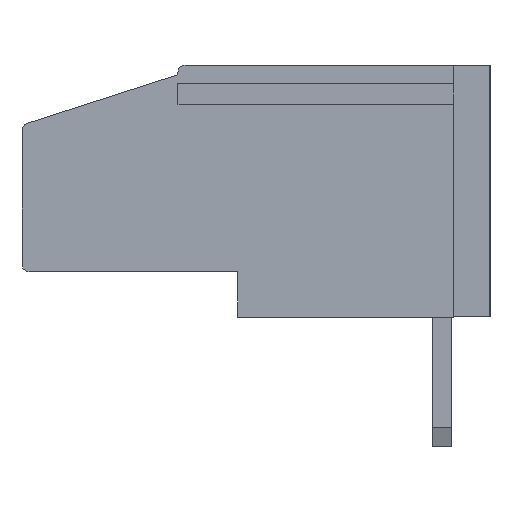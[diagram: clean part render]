
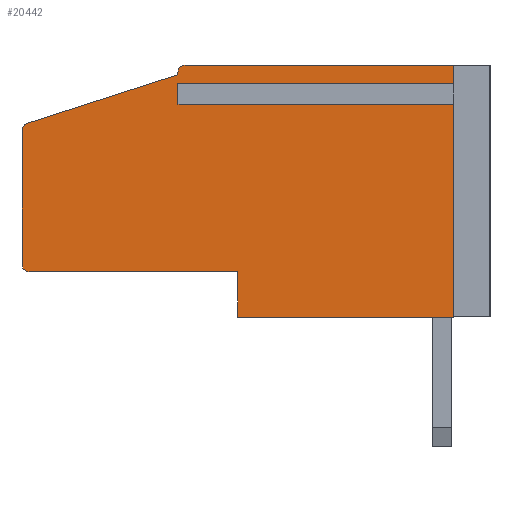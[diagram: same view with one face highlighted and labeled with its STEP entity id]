
A CAD part, left-side view. The second image highlights one B-rep face of the part: STEP entity #20442.
In plain terms, the highlighted planar face has unit normal (-1, 0, 0).
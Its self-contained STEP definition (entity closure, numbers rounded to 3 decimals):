
#18 = CARTESIAN_POINT ( 'NONE',  ( 0., 19.5, 2.2 ) ) ;
#168 = CARTESIAN_POINT ( 'NONE',  ( 0., 10.5, 1.9 ) ) ;
#518 = VERTEX_POINT ( 'NONE', #28131 ) ;
#870 = VERTEX_POINT ( 'NONE', #12951 ) ;
#1125 = ORIENTED_EDGE ( 'NONE', *, *, #2872, .F. ) ;
#1632 = DIRECTION ( 'NONE',  ( 0., 0., -1. ) ) ;
#1770 = LINE ( 'NONE', #36465, #6117 ) ;
#2387 = CARTESIAN_POINT ( 'NONE',  ( 0., 19.5, 7.782 ) ) ;
#2603 = CARTESIAN_POINT ( 'NONE',  ( 0., 1.5, 10.5 ) ) ;
#2872 = EDGE_CURVE ( 'NONE', #34277, #870, #1770, .T. ) ;
#4174 = VERTEX_POINT ( 'NONE', #33828 ) ;
#4235 = VERTEX_POINT ( 'NONE', #40124 ) ;
#4368 = ORIENTED_EDGE ( 'NONE', *, *, #10406, .F. ) ;
#4396 = EDGE_CURVE ( 'NONE', #30093, #4784, #6134, .T. ) ;
#4753 = CARTESIAN_POINT ( 'NONE',  ( 0., 1.5, 10.5 ) ) ;
#4784 = VERTEX_POINT ( 'NONE', #14302 ) ;
#5093 = LINE ( 'NONE', #5915, #37784 ) ;
#5202 = EDGE_CURVE ( 'NONE', #870, #26263, #21103, .T. ) ;
#5225 = AXIS2_PLACEMENT_3D ( 'NONE', #21635, #27954, #1632 ) ;
#5257 = EDGE_CURVE ( 'NONE', #22215, #30093, #5093, .T. ) ;
#5630 = VERTEX_POINT ( 'NONE', #29168 ) ;
#5869 = LINE ( 'NONE', #6693, #37581 ) ;
#5915 = CARTESIAN_POINT ( 'NONE',  ( 0., 10.5, 1.9 ) ) ;
#6117 = VECTOR ( 'NONE', #39626, 1000. ) ;
#6134 = LINE ( 'NONE', #18984, #25067 ) ;
#6339 = ORIENTED_EDGE ( 'NONE', *, *, #18496, .F. ) ;
#6693 = CARTESIAN_POINT ( 'NONE',  ( 0., 13., 10.1 ) ) ;
#7431 = VERTEX_POINT ( 'NONE', #2603 ) ;
#8681 = CARTESIAN_POINT ( 'NONE',  ( 0., 13., 10.1 ) ) ;
#9708 = VECTOR ( 'NONE', #39256, 1000. ) ;
#9848 = ORIENTED_EDGE ( 'NONE', *, *, #23513, .F. ) ;
#9870 = DIRECTION ( 'NONE',  ( 0., 0., 1. ) ) ;
#10027 = DIRECTION ( 'NONE',  ( 0., 0., 1. ) ) ;
#10158 = PLANE ( 'NONE',  #11295 ) ;
#10406 = EDGE_CURVE ( 'NONE', #26263, #24310, #29702, .T. ) ;
#11062 = DIRECTION ( 'NONE',  ( 0., 0., -1. ) ) ;
#11146 = VERTEX_POINT ( 'NONE', #2387 ) ;
#11295 = AXIS2_PLACEMENT_3D ( 'NONE', #31950, #28828, #22976 ) ;
#12951 = CARTESIAN_POINT ( 'NONE',  ( 0., 13., 9.098 ) ) ;
#14302 = CARTESIAN_POINT ( 'NONE',  ( 0., 19.2, 1.9 ) ) ;
#14398 = CARTESIAN_POINT ( 'NONE',  ( 0., 12.7, 10.2 ) ) ;
#14655 = ORIENTED_EDGE ( 'NONE', *, *, #27971, .F. ) ;
#14691 = VECTOR ( 'NONE', #33932, 1000. ) ;
#15189 = EDGE_CURVE ( 'NONE', #518, #4235, #35669, .T. ) ;
#15458 = LINE ( 'NONE', #35124, #25845 ) ;
#15627 = DIRECTION ( 'NONE',  ( 0., -1., 0. ) ) ;
#16348 = LINE ( 'NONE', #26612, #33842 ) ;
#17934 = DIRECTION ( 'NONE',  ( 0., 0., 1. ) ) ;
#18136 = CARTESIAN_POINT ( 'NONE',  ( 0., 1.5, 0. ) ) ;
#18140 = ORIENTED_EDGE ( 'NONE', *, *, #4396, .F. ) ;
#18281 = ORIENTED_EDGE ( 'NONE', *, *, #20860, .T. ) ;
#18496 = EDGE_CURVE ( 'NONE', #25540, #11146, #16348, .T. ) ;
#18579 = EDGE_CURVE ( 'NONE', #5630, #41513, #35702, .T. ) ;
#18984 = CARTESIAN_POINT ( 'NONE',  ( 0., 19.5, 1.9 ) ) ;
#20025 = CIRCLE ( 'NONE', #5225, 0.3 ) ;
#20442 = ADVANCED_FACE ( 'NONE', ( #23411 ), #10158, .F. ) ;
#20860 = EDGE_CURVE ( 'NONE', #25540, #4784, #20025, .T. ) ;
#21103 = LINE ( 'NONE', #21917, #37844 ) ;
#21134 = EDGE_CURVE ( 'NONE', #7431, #4174, #33513, .T. ) ;
#21635 = CARTESIAN_POINT ( 'NONE',  ( 0., 19.2, 2.2 ) ) ;
#21917 = CARTESIAN_POINT ( 'NONE',  ( 0., 13., 9.098 ) ) ;
#22215 = VERTEX_POINT ( 'NONE', #40192 ) ;
#22725 = CARTESIAN_POINT ( 'NONE',  ( 0., 19.5, 10.5 ) ) ;
#22976 = DIRECTION ( 'NONE',  ( 0., 0., -1. ) ) ;
#23411 = FACE_OUTER_BOUND ( 'NONE', #41537, .T. ) ;
#23470 = CARTESIAN_POINT ( 'NONE',  ( 0., 13., 9.502 ) ) ;
#23513 = EDGE_CURVE ( 'NONE', #41513, #4235, #5869, .T. ) ;
#24310 = VERTEX_POINT ( 'NONE', #18136 ) ;
#25067 = VECTOR ( 'NONE', #31720, 1000. ) ;
#25167 = CARTESIAN_POINT ( 'NONE',  ( 0., 19.5, 8. ) ) ;
#25517 = DIRECTION ( 'NONE',  ( -1., 0., 0. ) ) ;
#25540 = VERTEX_POINT ( 'NONE', #18 ) ;
#25845 = VECTOR ( 'NONE', #41640, 1000. ) ;
#25960 = ORIENTED_EDGE ( 'NONE', *, *, #18579, .F. ) ;
#26263 = VERTEX_POINT ( 'NONE', #32506 ) ;
#26612 = CARTESIAN_POINT ( 'NONE',  ( 0., 19.5, 10.5 ) ) ;
#27005 = CARTESIAN_POINT ( 'NONE',  ( 0., 1.5, 10.5 ) ) ;
#27191 = DIRECTION ( 'NONE',  ( -1., 0., 0. ) ) ;
#27577 = EDGE_CURVE ( 'NONE', #5630, #11146, #27806, .T. ) ;
#27806 = CIRCLE ( 'NONE', #35785, 0.3 ) ;
#27954 = DIRECTION ( 'NONE',  ( -1., 0., 0. ) ) ;
#27971 = EDGE_CURVE ( 'NONE', #518, #7431, #34886, .T. ) ;
#28131 = CARTESIAN_POINT ( 'NONE',  ( 0., 12.7, 10.5 ) ) ;
#28828 = DIRECTION ( 'NONE',  ( 1., 0., 0. ) ) ;
#29168 = CARTESIAN_POINT ( 'NONE',  ( 0., 19.292, 8.067 ) ) ;
#29702 = LINE ( 'NONE', #27005, #30058 ) ;
#30058 = VECTOR ( 'NONE', #11062, 1000. ) ;
#30093 = VERTEX_POINT ( 'NONE', #168 ) ;
#30563 = ORIENTED_EDGE ( 'NONE', *, *, #27577, .T. ) ;
#30725 = ORIENTED_EDGE ( 'NONE', *, *, #5202, .F. ) ;
#31635 = AXIS2_PLACEMENT_3D ( 'NONE', #14398, #27191, #39951 ) ;
#31720 = DIRECTION ( 'NONE',  ( 0., 1., 0. ) ) ;
#31950 = CARTESIAN_POINT ( 'NONE',  ( 0., 19.5, 10.5 ) ) ;
#31991 = EDGE_CURVE ( 'NONE', #34277, #4174, #39670, .T. ) ;
#32097 = ORIENTED_EDGE ( 'NONE', *, *, #21134, .F. ) ;
#32280 = ORIENTED_EDGE ( 'NONE', *, *, #32682, .T. ) ;
#32506 = CARTESIAN_POINT ( 'NONE',  ( 0., 1.5, 9.098 ) ) ;
#32682 = EDGE_CURVE ( 'NONE', #22215, #24310, #15458, .T. ) ;
#33513 = LINE ( 'NONE', #4753, #14691 ) ;
#33828 = CARTESIAN_POINT ( 'NONE',  ( 0., 1.5, 9.502 ) ) ;
#33842 = VECTOR ( 'NONE', #10027, 1000. ) ;
#33932 = DIRECTION ( 'NONE',  ( 0., 0., -1. ) ) ;
#34166 = DIRECTION ( 'NONE',  ( 0., -0.952, 0.307 ) ) ;
#34277 = VERTEX_POINT ( 'NONE', #23470 ) ;
#34886 = LINE ( 'NONE', #22725, #39152 ) ;
#35124 = CARTESIAN_POINT ( 'NONE',  ( 0., 19.5, 0. ) ) ;
#35500 = DIRECTION ( 'NONE',  ( 0., -1., 0. ) ) ;
#35609 = ORIENTED_EDGE ( 'NONE', *, *, #15189, .T. ) ;
#35669 = CIRCLE ( 'NONE', #31635, 0.3 ) ;
#35702 = LINE ( 'NONE', #25167, #38511 ) ;
#35785 = AXIS2_PLACEMENT_3D ( 'NONE', #39141, #25517, #38300 ) ;
#36292 = CARTESIAN_POINT ( 'NONE',  ( 0., 13., 9.502 ) ) ;
#36465 = CARTESIAN_POINT ( 'NONE',  ( 0., 13., 9.502 ) ) ;
#37581 = VECTOR ( 'NONE', #9870, 1000. ) ;
#37712 = ORIENTED_EDGE ( 'NONE', *, *, #5257, .F. ) ;
#37784 = VECTOR ( 'NONE', #17934, 1000. ) ;
#37844 = VECTOR ( 'NONE', #15627, 1000. ) ;
#38300 = DIRECTION ( 'NONE',  ( 0., 0., -1. ) ) ;
#38466 = ORIENTED_EDGE ( 'NONE', *, *, #31991, .T. ) ;
#38511 = VECTOR ( 'NONE', #34166, 1000. ) ;
#39141 = CARTESIAN_POINT ( 'NONE',  ( 0., 19.2, 7.782 ) ) ;
#39152 = VECTOR ( 'NONE', #35500, 1000. ) ;
#39256 = DIRECTION ( 'NONE',  ( 0., -1., 0. ) ) ;
#39626 = DIRECTION ( 'NONE',  ( 0., 0., -1. ) ) ;
#39670 = LINE ( 'NONE', #36292, #9708 ) ;
#39951 = DIRECTION ( 'NONE',  ( 0., 0., -1. ) ) ;
#40124 = CARTESIAN_POINT ( 'NONE',  ( 0., 13., 10.2 ) ) ;
#40192 = CARTESIAN_POINT ( 'NONE',  ( 0., 10.5, 0. ) ) ;
#41513 = VERTEX_POINT ( 'NONE', #8681 ) ;
#41537 = EDGE_LOOP ( 'NONE', ( #6339, #18281, #18140, #37712, #32280, #4368, #30725, #1125, #38466, #32097, #14655, #35609, #9848, #25960, #30563 ) ) ;
#41640 = DIRECTION ( 'NONE',  ( 0., -1., 0. ) ) ;
